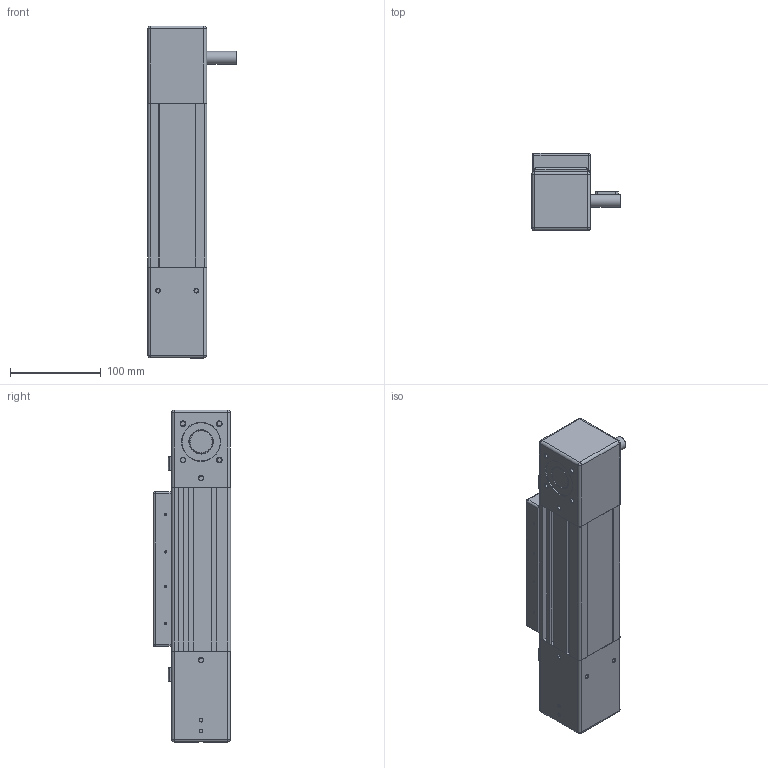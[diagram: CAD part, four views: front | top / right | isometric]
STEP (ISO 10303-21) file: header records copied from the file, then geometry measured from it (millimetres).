
FILE_DESCRIPTION((''),'2;1');
FILE_NAME('MTJ 65 S 1R ASM.stp','2010-12-16T09:27:56',('user'),(''),'Autodesk Inventor 2011','Autodesk Inventor 2011','');
FILE_SCHEMA(('AUTOMOTIVE_DESIGN { 1 0 10303 214 1 1 1 1 }'));
Length unit declared in the file: millimetre
Products named in the file (6): MTJ 65 S 1R ASM; MTJ 65 S 1R; PROFIL MTJ 65 S; NAPENJALNI KONČNIK MTJ65; VOZICEK MTJ 65 S; POGONSKI KONČNIK MTJ65 1R
Assembly tree (5 placements, depth 3):
  MTJ 65 S 1R ASM
    MTJ 65 S 1R
      PROFIL MTJ 65 S
      NAPENJALNI KONČNIK MTJ65
      VOZICEK MTJ 65 S
      POGONSKI KONČNIK MTJ65 1R
Bounding box: 97.5 x 85 x 365 mm (x, y, z)
Volume: 1588997.7 mm3; surface area: 215838.6 mm2
Topology: 4 solids, 17 shells, 811 faces, 1966 edges, 1223 vertices
Faces by surface type: plane 489, cylinder 225, cone 63, torus 22, sphere 12
Full cylindrical faces by diameter (mm): 2.459 x8, 3.459 x4, 4.134 x2, 4.917 x20, 5 x4, 5.2 x4, 6 x4, 7 x6, 10 x10, 14 x1, 25 x2, 26 x2, 27.86 x1, 42 x2, 42.9 x2
Entity records: 23211 total; most frequent: CARTESIAN_POINT 4022, DIRECTION 3980, ORIENTED_EDGE 3506, EDGE_CURVE 1753, AXIS2_PLACEMENT_3D 1451, VERTEX_POINT 1169, VECTOR 1078, LINE 1078
